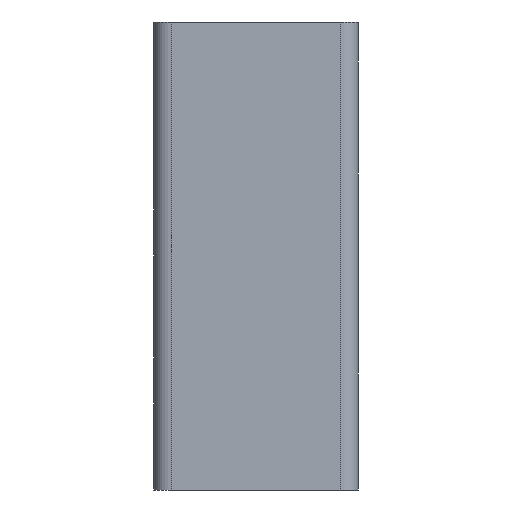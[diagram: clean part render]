
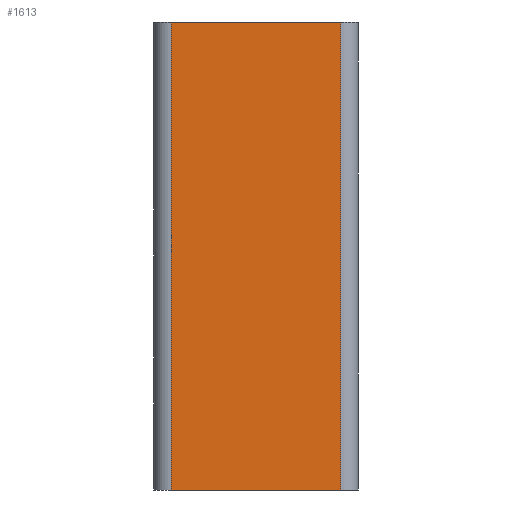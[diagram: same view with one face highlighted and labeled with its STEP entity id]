
A CAD part, left-side view. The second image highlights one B-rep face of the part: STEP entity #1613.
In plain terms, the highlighted planar face has unit normal (-1, 0, 0).
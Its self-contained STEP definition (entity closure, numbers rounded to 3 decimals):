
#214 = CARTESIAN_POINT ( 'NONE',  ( -87.5, 64., 80. ) ) ;
#234 = DIRECTION ( 'NONE',  ( 0., 0., -1. ) ) ;
#278 = CARTESIAN_POINT ( 'NONE',  ( -87.5, 6., -80. ) ) ;
#279 = DIRECTION ( 'NONE',  ( 0., -1., 0. ) ) ;
#285 = LINE ( 'NONE', #214, #618 ) ;
#292 = CARTESIAN_POINT ( 'NONE',  ( -87.5, 6., 80. ) ) ;
#298 = LINE ( 'NONE', #300, #324 ) ;
#299 = DIRECTION ( 'NONE',  ( 0., -1., 0. ) ) ;
#300 = CARTESIAN_POINT ( 'NONE',  ( -87.5, 6., 80. ) ) ;
#301 = DIRECTION ( 'NONE',  ( 0., 0., -1. ) ) ;
#303 = LINE ( 'NONE', #292, #317 ) ;
#306 = LINE ( 'NONE', #278, #322 ) ;
#317 = VECTOR ( 'NONE', #299, 1000. ) ;
#322 = VECTOR ( 'NONE', #279, 1000. ) ;
#324 = VECTOR ( 'NONE', #301, 1000. ) ;
#465 = ORIENTED_EDGE ( 'NONE', *, *, #958, .F. ) ;
#472 = ORIENTED_EDGE ( 'NONE', *, *, #960, .F. ) ;
#477 = ORIENTED_EDGE ( 'NONE', *, *, #943, .T. ) ;
#478 = ORIENTED_EDGE ( 'NONE', *, *, #963, .T. ) ;
#516 = VERTEX_POINT ( 'NONE', #1020 ) ;
#522 = VERTEX_POINT ( 'NONE', #999 ) ;
#523 = VERTEX_POINT ( 'NONE', #1045 ) ;
#525 = EDGE_LOOP ( 'NONE', ( #478, #472, #465, #477 ) ) ;
#530 = VERTEX_POINT ( 'NONE', #946 ) ;
#618 = VECTOR ( 'NONE', #234, 1000. ) ;
#806 = AXIS2_PLACEMENT_3D ( 'NONE', #1106, #1103, #1104 ) ;
#943 = EDGE_CURVE ( 'NONE', #523, #516, #285, .T. ) ;
#946 = CARTESIAN_POINT ( 'NONE',  ( -87.5, 6., 80. ) ) ;
#958 = EDGE_CURVE ( 'NONE', #523, #530, #303, .T. ) ;
#960 = EDGE_CURVE ( 'NONE', #530, #522, #298, .T. ) ;
#963 = EDGE_CURVE ( 'NONE', #516, #522, #306, .T. ) ;
#999 = CARTESIAN_POINT ( 'NONE',  ( -87.5, 6., -80. ) ) ;
#1020 = CARTESIAN_POINT ( 'NONE',  ( -87.5, 64., -80. ) ) ;
#1045 = CARTESIAN_POINT ( 'NONE',  ( -87.5, 64., 80. ) ) ;
#1103 = DIRECTION ( 'NONE',  ( 1., 0., 0. ) ) ;
#1104 = DIRECTION ( 'NONE',  ( 0., 0., -1. ) ) ;
#1106 = CARTESIAN_POINT ( 'NONE',  ( -87.5, 6., 80. ) ) ;
#1166 = PLANE ( 'NONE',  #806 ) ;
#1168 = FACE_OUTER_BOUND ( 'NONE', #525, .T. ) ;
#1613 = ADVANCED_FACE ( 'NONE', ( #1168 ), #1166, .F. ) ;
